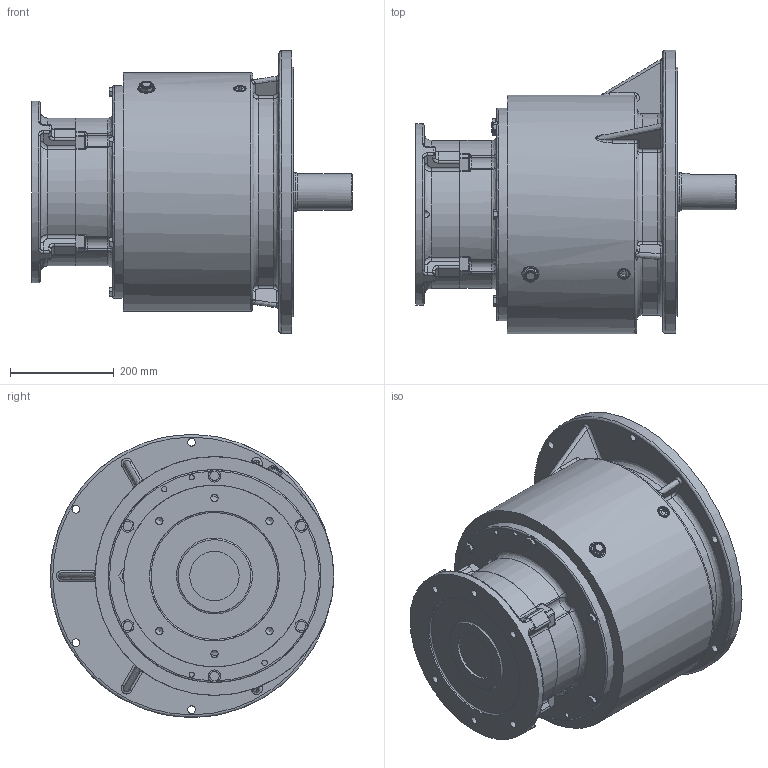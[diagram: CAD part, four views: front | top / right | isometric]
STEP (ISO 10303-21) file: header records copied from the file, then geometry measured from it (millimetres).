
FILE_DESCRIPTION (( 'STEP AP214' ), '1' );
FILE_NAME ('EK2DO07349H001_F_11KW_R30.stp', '2022-06-24T05:26:49', ( 'Windows 餌辨濠' ), ( '' ), 'SwSTEP 2.0', 'SolidWorks 2021', '' );
FILE_SCHEMA (( 'AUTOMOTIVE_DESIGN' ));
Length unit declared in the file: millimetre
Products named in the file (1): EK2DO07349H001_F_11KW_R30
Bounding box: 617.55 x 546.5 x 545 mm (x, y, z)
Volume: 61475145.8 mm3; surface area: 1995158.8 mm2
Topology: 25 solids, 25 shells, 974 faces, 2321 edges, 1445 vertices
Faces by surface type: plane 324, cylinder 293, bspline 203, cone 154
Full cylindrical faces by diameter (mm): 1.5 x1, 3 x1, 6.647 x14, 8 x10, 8.5 x4, 9 x10, 10 x4, 10.106 x8, 11.6 x10, 12 x10, 14 x12, 15 x6, 16 x1, 16.6 x6, 18 x1, 20.376 x2, 22 x1, 24.117 x1, 26 x1, 27 x1, 28 x1, 33 x1, 70 x1, 75 x1, 95 x1, 100 x1, 122 x1, 170 x1, 250 x1, 350 x1
Entity records: 50859 total; most frequent: CARTESIAN_POINT 30155, ORIENTED_EDGE 4118, DIRECTION 3901, EDGE_CURVE 2059, AXIS2_PLACEMENT_3D 1589, VERTEX_POINT 1391, EDGE_LOOP 1314, FACE_OUTER_BOUND 1110
